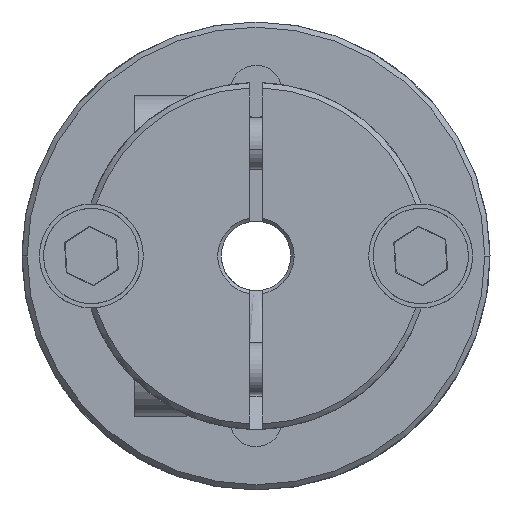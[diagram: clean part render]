
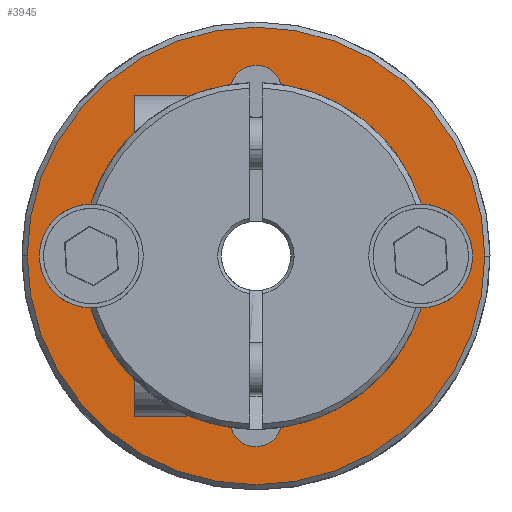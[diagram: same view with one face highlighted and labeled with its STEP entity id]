
A CAD part, front view. The second image highlights one B-rep face of the part: STEP entity #3945.
In plain terms, the highlighted face is planar.
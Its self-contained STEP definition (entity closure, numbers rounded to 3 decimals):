
#452=PLANE('',#4434);
#1171=VERTEX_POINT('',#6846);
#1172=VERTEX_POINT('',#6847);
#1216=VERTEX_POINT('',#7002);
#1217=VERTEX_POINT('',#7004);
#1228=VERTEX_POINT('',#7060);
#1229=VERTEX_POINT('',#7062);
#1235=VERTEX_POINT('',#7083);
#1236=VERTEX_POINT('',#7085);
#1254=VERTEX_POINT('',#7156);
#1255=VERTEX_POINT('',#7158);
#1259=VERTEX_POINT('',#7196);
#1262=VERTEX_POINT('',#7222);
#1456=CIRCLE('',#4316,13.2);
#1477=CIRCLE('',#4347,1.25);
#1481=CIRCLE('',#4355,3.);
#1484=CIRCLE('',#4361,3.);
#1498=CIRCLE('',#4382,1.25);
#1502=CIRCLE('',#4388,10.);
#1508=CIRCLE('',#4398,3.);
#1510=CIRCLE('',#4401,10.);
#1519=CIRCLE('',#4414,3.);
#1532=CIRCLE('',#4435,13.2);
#1533=CIRCLE('',#4436,10.);
#1534=CIRCLE('',#4437,10.);
#1922=EDGE_CURVE('',#1171,#1172,#1456,.T.);
#1971=EDGE_CURVE('',#1217,#1216,#1477,.T.);
#1987=EDGE_CURVE('',#1229,#1228,#1481,.T.);
#1997=EDGE_CURVE('',#1236,#1235,#1484,.T.);
#2025=EDGE_CURVE('',#1255,#1254,#1498,.T.);
#2034=EDGE_CURVE('',#1259,#1254,#1502,.T.);
#2044=EDGE_CURVE('',#1235,#1262,#1508,.T.);
#2046=EDGE_CURVE('',#1255,#1262,#1510,.T.);
#2059=EDGE_CURVE('',#1259,#1229,#1519,.T.);
#2078=EDGE_CURVE('',#1172,#1171,#1532,.T.);
#2079=EDGE_CURVE('',#1217,#1228,#1533,.T.);
#2080=EDGE_CURVE('',#1236,#1216,#1534,.T.);
#3051=ORIENTED_EDGE('',*,*,#2078,.T.);
#3052=ORIENTED_EDGE('',*,*,#1922,.T.);
#3053=ORIENTED_EDGE('',*,*,#1997,.T.);
#3054=ORIENTED_EDGE('',*,*,#2044,.T.);
#3055=ORIENTED_EDGE('',*,*,#2046,.F.);
#3056=ORIENTED_EDGE('',*,*,#2025,.T.);
#3057=ORIENTED_EDGE('',*,*,#2034,.F.);
#3058=ORIENTED_EDGE('',*,*,#2059,.T.);
#3059=ORIENTED_EDGE('',*,*,#1987,.T.);
#3060=ORIENTED_EDGE('',*,*,#2079,.F.);
#3061=ORIENTED_EDGE('',*,*,#1971,.T.);
#3062=ORIENTED_EDGE('',*,*,#2080,.F.);
#3464=EDGE_LOOP('',(#3051,#3052));
#3465=EDGE_LOOP('',(#3053,#3054,#3055,#3056,#3057,#3058,#3059,#3060,#3061,
#3062));
#3723=FACE_BOUND('',#3464,.T.);
#3724=FACE_BOUND('',#3465,.T.);
#3945=ADVANCED_FACE('',(#3723,#3724),#452,.T.);
#4316=AXIS2_PLACEMENT_3D('',#6845,#5306,#5307);
#4347=AXIS2_PLACEMENT_3D('',#7003,#5393,#5394);
#4355=AXIS2_PLACEMENT_3D('',#7061,#5417,#5418);
#4361=AXIS2_PLACEMENT_3D('',#7084,#5435,#5436);
#4382=AXIS2_PLACEMENT_3D('',#7157,#5487,#5488);
#4388=AXIS2_PLACEMENT_3D('',#7197,#5502,#5503);
#4398=AXIS2_PLACEMENT_3D('',#7223,#5523,#5524);
#4401=AXIS2_PLACEMENT_3D('',#7226,#5529,#5530);
#4414=AXIS2_PLACEMENT_3D('',#7253,#5557,#5558);
#4434=AXIS2_PLACEMENT_3D('',#7296,#5599,$);
#4435=AXIS2_PLACEMENT_3D('',#7297,#5600,#5601);
#4436=AXIS2_PLACEMENT_3D('',#7298,#5602,#5603);
#4437=AXIS2_PLACEMENT_3D('',#7299,#5604,#5605);
#5306=DIRECTION('',(0.,1.,0.));
#5307=DIRECTION('',(0.,0.,13.2));
#5393=DIRECTION('',(0.,-1.,0.));
#5394=DIRECTION('',(0.,0.,1.25));
#5417=DIRECTION('',(0.,-1.,0.));
#5418=DIRECTION('',(0.,0.,3.));
#5435=DIRECTION('',(0.,-1.,0.));
#5436=DIRECTION('',(0.,0.,3.));
#5487=DIRECTION('',(0.,-1.,0.));
#5488=DIRECTION('',(0.,0.,1.25));
#5502=DIRECTION('',(0.,1.,0.));
#5503=DIRECTION('',(0.,0.,10.));
#5523=DIRECTION('',(0.,-1.,0.));
#5524=DIRECTION('',(0.,0.,3.));
#5529=DIRECTION('',(0.,1.,0.));
#5530=DIRECTION('',(0.,0.,10.));
#5557=DIRECTION('',(0.,-1.,0.));
#5558=DIRECTION('',(0.,0.,3.));
#5599=DIRECTION('',(0.,1.,0.));
#5600=DIRECTION('',(0.,1.,0.));
#5601=DIRECTION('',(0.,0.,13.2));
#5602=DIRECTION('',(0.,1.,0.));
#5603=DIRECTION('',(0.,0.,10.));
#5604=DIRECTION('',(0.,1.,0.));
#5605=DIRECTION('',(0.,0.,10.));
#6845=CARTESIAN_POINT('',(0.,-2.5,0.));
#6846=CARTESIAN_POINT('',(0.,-2.5,13.2));
#6847=CARTESIAN_POINT('',(0.,-2.5,-13.2));
#7002=CARTESIAN_POINT('',(-9.931,-2.5,-1.173));
#7003=CARTESIAN_POINT('',(-9.5,-2.5,0.));
#7004=CARTESIAN_POINT('',(-9.931,-2.5,1.173));
#7060=CARTESIAN_POINT('',(-3.,-2.5,9.539));
#7061=CARTESIAN_POINT('',(0.,-2.5,9.5));
#7062=CARTESIAN_POINT('',(0.,-2.5,12.5));
#7083=CARTESIAN_POINT('',(0.,-2.5,-12.5));
#7084=CARTESIAN_POINT('',(0.,-2.5,-9.5));
#7085=CARTESIAN_POINT('',(-3.,-2.5,-9.539));
#7156=CARTESIAN_POINT('',(9.931,-2.5,1.173));
#7157=CARTESIAN_POINT('',(9.5,-2.5,0.));
#7158=CARTESIAN_POINT('',(9.931,-2.5,-1.173));
#7196=CARTESIAN_POINT('',(3.,-2.5,9.539));
#7197=CARTESIAN_POINT('',(0.,-2.5,0.));
#7222=CARTESIAN_POINT('',(3.,-2.5,-9.539));
#7223=CARTESIAN_POINT('',(0.,-2.5,-9.5));
#7226=CARTESIAN_POINT('',(0.,-2.5,0.));
#7253=CARTESIAN_POINT('',(0.,-2.5,9.5));
#7296=CARTESIAN_POINT('',(0.,-2.5,0.));
#7297=CARTESIAN_POINT('',(0.,-2.5,0.));
#7298=CARTESIAN_POINT('',(0.,-2.5,0.));
#7299=CARTESIAN_POINT('',(0.,-2.5,0.));
